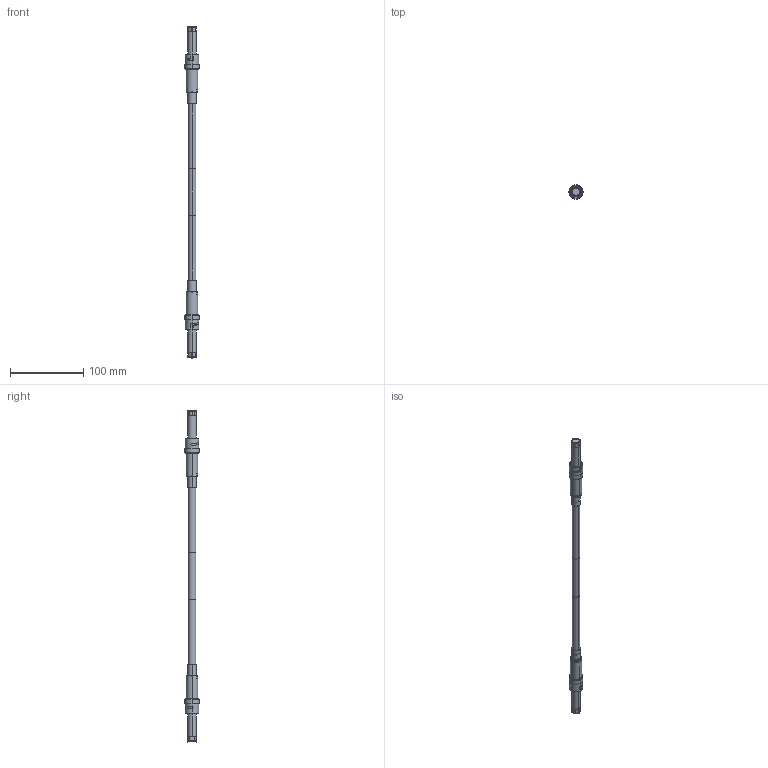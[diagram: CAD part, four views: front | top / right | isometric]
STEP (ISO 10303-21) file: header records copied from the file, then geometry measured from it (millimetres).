
FILE_DESCRIPTION (( 'STEP AP214' ), '1' );
FILE_NAME ('FMCA9766_3D.step', '2023-06-26T12:05:46', ( '' ), ( '' ), 'SwSTEP 2.0', 'SolidWorks 2022', '' );
FILE_SCHEMA (( 'AUTOMOTIVE_DESIGN' ));
Length unit declared in the file: inch
Products named in the file (4): FMCN45841; FMCA9766_3D; heat shrink-230180FM_conn 2; RG213-PROD_RG213_GID 230180
Assembly tree (5 placements, depth 2):
  FMCA9766_3D
    RG213-PROD_RG213_GID 230180
    FMCN45841  x2
    heat shrink-230180FM_conn 2  x2
Bounding box: 19.15 x 19.15 x 452.5 mm (x, y, z)
Volume: 49139.8 mm3; surface area: 34842.5 mm2
Topology: 5 solids, 5 shells, 334 faces, 796 edges, 494 vertices
Faces by surface type: cylinder 116, plane 104, cone 62, bspline 36, torus 16
Entity records: 5632 total; most frequent: CARTESIAN_POINT 1450, DIRECTION 850, ORIENTED_EDGE 814, EDGE_CURVE 407, AXIS2_PLACEMENT_3D 357, VERTEX_POINT 253, CIRCLE 195, EDGE_LOOP 186
